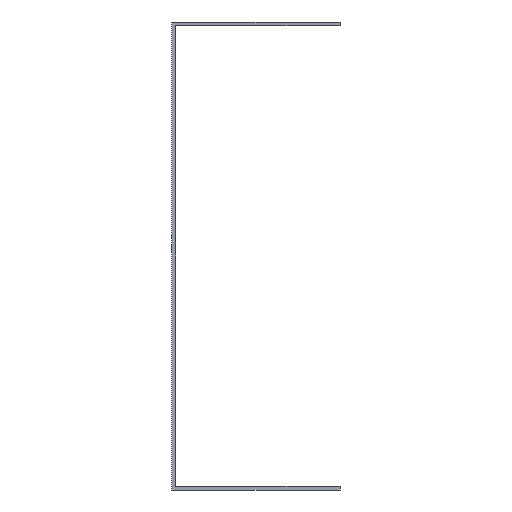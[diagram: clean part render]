
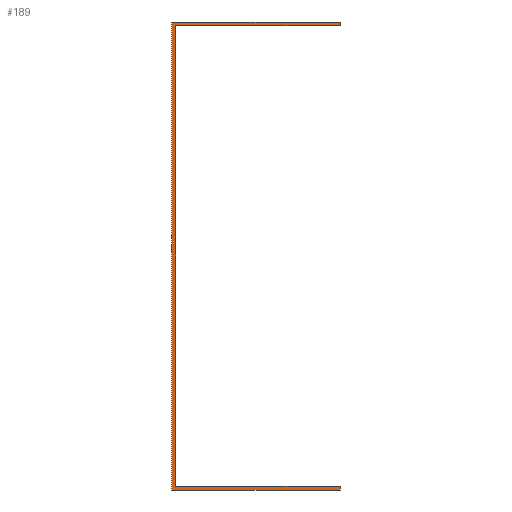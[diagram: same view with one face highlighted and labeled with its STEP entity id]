
A CAD part, front view. The second image highlights one B-rep face of the part: STEP entity #189.
In plain terms, the highlighted planar face has unit normal (0, -1, 0).
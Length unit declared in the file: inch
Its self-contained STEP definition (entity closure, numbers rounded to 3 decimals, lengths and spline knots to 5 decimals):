
#23=FACE_OUTER_BOUND('',#33,.T.);
#33=EDGE_LOOP('',(#155,#156,#157,#158,#159,#160,#161,#162));
#35=LINE('',#259,#59);
#39=LINE('',#267,#63);
#42=LINE('',#273,#66);
#45=LINE('',#279,#69);
#48=LINE('',#285,#72);
#51=LINE('',#291,#75);
#54=LINE('',#297,#78);
#57=LINE('',#302,#81);
#59=VECTOR('',#213,0.3937);
#63=VECTOR('',#219,0.3937);
#66=VECTOR('',#224,0.3937);
#69=VECTOR('',#229,0.3937);
#72=VECTOR('',#234,0.3937);
#75=VECTOR('',#239,0.3937);
#78=VECTOR('',#244,0.3937);
#81=VECTOR('',#249,0.3937);
#83=VERTEX_POINT('',#257);
#84=VERTEX_POINT('',#258);
#87=VERTEX_POINT('',#266);
#89=VERTEX_POINT('',#272);
#91=VERTEX_POINT('',#278);
#93=VERTEX_POINT('',#284);
#95=VERTEX_POINT('',#290);
#97=VERTEX_POINT('',#296);
#99=EDGE_CURVE('',#83,#84,#35,.T.);
#103=EDGE_CURVE('',#84,#87,#39,.T.);
#106=EDGE_CURVE('',#87,#89,#42,.T.);
#109=EDGE_CURVE('',#89,#91,#45,.T.);
#112=EDGE_CURVE('',#91,#93,#48,.T.);
#115=EDGE_CURVE('',#93,#95,#51,.T.);
#118=EDGE_CURVE('',#95,#97,#54,.T.);
#121=EDGE_CURVE('',#97,#83,#57,.T.);
#155=ORIENTED_EDGE('',*,*,#121,.T.);
#156=ORIENTED_EDGE('',*,*,#99,.T.);
#157=ORIENTED_EDGE('',*,*,#103,.T.);
#158=ORIENTED_EDGE('',*,*,#106,.T.);
#159=ORIENTED_EDGE('',*,*,#109,.T.);
#160=ORIENTED_EDGE('',*,*,#112,.T.);
#161=ORIENTED_EDGE('',*,*,#115,.T.);
#162=ORIENTED_EDGE('',*,*,#118,.T.);
#179=PLANE('',#207);
#189=ADVANCED_FACE('',(#23),#179,.T.);
#207=AXIS2_PLACEMENT_3D('',#304,#251,#252);
#213=DIRECTION('',(0.,0.,-1.));
#219=DIRECTION('',(1.,0.,0.));
#224=DIRECTION('',(0.,0.,1.));
#229=DIRECTION('',(-1.,0.,0.));
#234=DIRECTION('',(0.,0.,1.));
#239=DIRECTION('',(1.,0.,0.));
#244=DIRECTION('',(0.,0.,1.));
#249=DIRECTION('',(-1.,0.,0.));
#251=DIRECTION('center_axis',(0.,-1.,0.));
#252=DIRECTION('ref_axis',(0.,0.,-1.));
#257=CARTESIAN_POINT('',(-90.,0.,0.));
#258=CARTESIAN_POINT('',(-90.,0.,-250.));
#259=CARTESIAN_POINT('',(-90.,0.,0.));
#266=CARTESIAN_POINT('',(0.,0.,-250.));
#267=CARTESIAN_POINT('',(-90.,0.,-250.));
#272=CARTESIAN_POINT('',(0.,0.,-248.));
#273=CARTESIAN_POINT('',(0.,0.,-250.));
#278=CARTESIAN_POINT('',(-88.,0.,-248.));
#279=CARTESIAN_POINT('',(0.,0.,-248.));
#284=CARTESIAN_POINT('',(-88.,0.,-2.));
#285=CARTESIAN_POINT('',(-88.,0.,-248.));
#290=CARTESIAN_POINT('',(0.,0.,-2.));
#291=CARTESIAN_POINT('',(-88.,0.,-2.));
#296=CARTESIAN_POINT('',(0.,0.,0.));
#297=CARTESIAN_POINT('',(0.,0.,-2.));
#302=CARTESIAN_POINT('',(0.,0.,0.));
#304=CARTESIAN_POINT('Origin',(-70.08411,0.,-125.));
